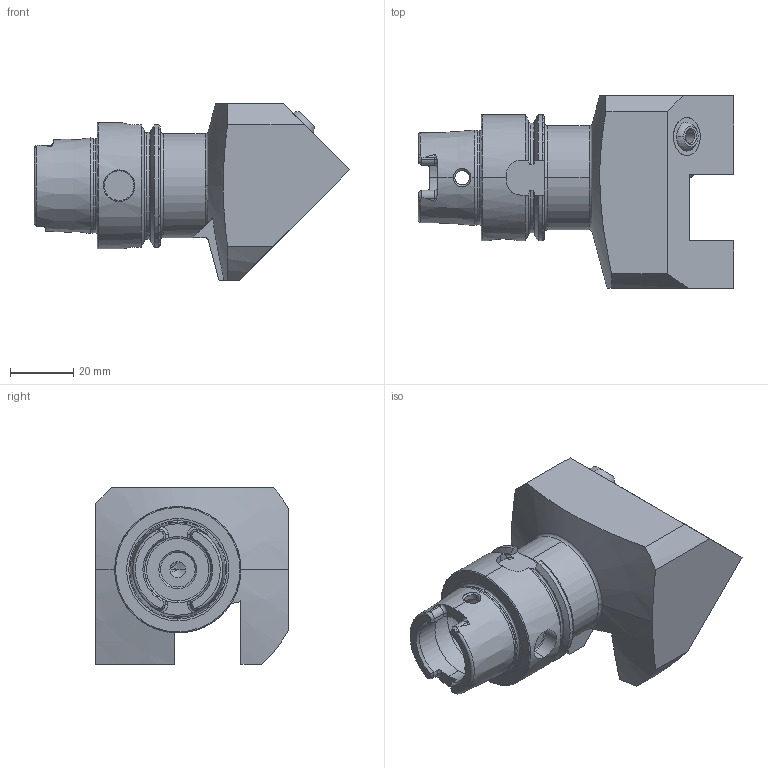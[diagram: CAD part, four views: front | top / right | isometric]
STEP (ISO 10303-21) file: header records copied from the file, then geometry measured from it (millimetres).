
FILE_DESCRIPTION (( 'STEP AP214' ), '1' );
FILE_NAME ('HA4.V20.R12.080.STEP', '2019-06-05T06:03:35', ( '' ), ( '' ), 'SwSTEP 2.0', 'SolidWorks 2017', '' );
FILE_SCHEMA (( 'AUTOMOTIVE_DESIGN' ));
Length unit declared in the file: millimetre
Products named in the file (11): ISO 4026 - M10 x 25; HA4.V20.R12.080; KU1-U12.001.010_1; KU1-U12.001.010; KU1-U12.001.010_2; HA4-V20.R12.080_A
Assembly tree (6 placements, depth 3):
  HA4.V20.R12.080
    HA4-V20.R12.080_A
    ISO 4026 - M10 x 25  x2
    KU1-U12.001.010
      KU1-U12.001.010_1
      KU1-U12.001.010_2
  ISO 4026 - M10 x 25
  ISO 4026 - M10 x 25
  KU1-U12.001.010_2
  KU1-U12.001.010_1
Bounding box: 99.9 x 61 x 56 mm (x, y, z)
Volume: 111148.5 mm3; surface area: 27799.2 mm2
Topology: 5 solids, 5 shells, 239 faces, 625 edges, 392 vertices
Faces by surface type: plane 79, cylinder 67, cone 49, torus 36, bspline 4, sphere 4
Entity records: 9638 total; most frequent: CARTESIAN_POINT 2690, ORIENTED_EDGE 1162, DIRECTION 1115, EDGE_CURVE 581, AXIS2_PLACEMENT_3D 451, VERTEX_POINT 366, EDGE_LOOP 239, FACE_OUTER_BOUND 224
